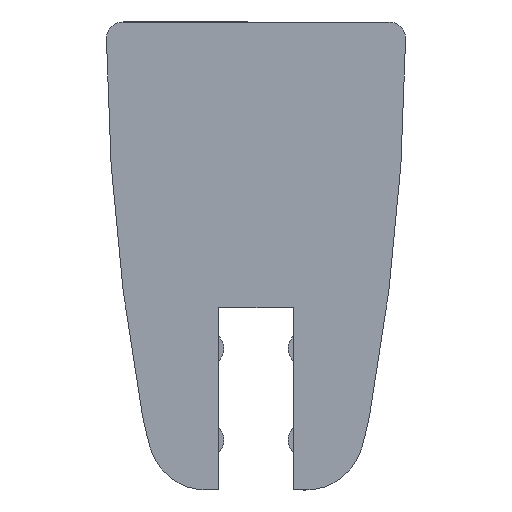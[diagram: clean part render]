
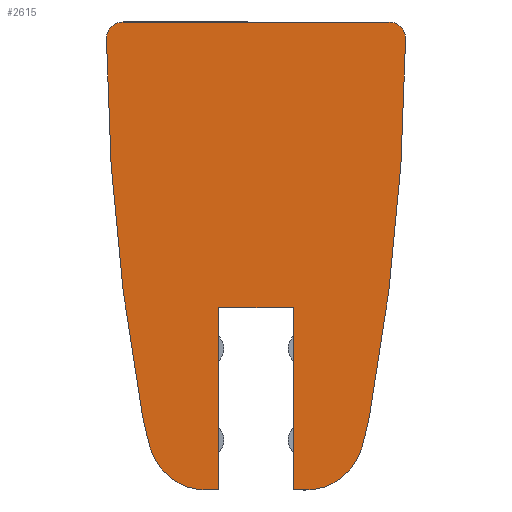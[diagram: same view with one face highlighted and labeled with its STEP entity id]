
A CAD part, front view. The second image highlights one B-rep face of the part: STEP entity #2615.
In plain terms, the highlighted face is planar.
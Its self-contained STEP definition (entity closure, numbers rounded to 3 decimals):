
#138=PLANE('',#3078);
#267=FACE_OUTER_BOUND('',#404,.T.);
#404=EDGE_LOOP('',(#2255,#2256,#2257,#2258,#2259,#2260,#2261,#2262,#2263,
#2264,#2265,#2266,#2267,#2268));
#487=LINE('',#4198,#702);
#558=LINE('',#4416,#773);
#563=LINE('',#4423,#778);
#627=LINE('',#4618,#842);
#629=LINE('',#4622,#844);
#631=LINE('',#4625,#846);
#702=VECTOR('',#3370,10.);
#773=VECTOR('',#3605,10.);
#778=VECTOR('',#3612,10.);
#842=VECTOR('',#3828,10.);
#844=VECTOR('',#3832,10.);
#846=VECTOR('',#3836,10.);
#881=CIRCLE('',#2882,2.);
#914=CIRCLE('',#2918,2.);
#946=CIRCLE('',#2993,260.);
#947=CIRCLE('',#2995,42.);
#948=CIRCLE('',#2997,7.);
#977=CIRCLE('',#3070,260.);
#978=CIRCLE('',#3072,42.);
#979=CIRCLE('',#3074,7.);
#1032=VERTEX_POINT('',#4066);
#1033=VERTEX_POINT('',#4067);
#1096=VERTEX_POINT('',#4197);
#1097=VERTEX_POINT('',#4201);
#1158=VERTEX_POINT('',#4402);
#1159=VERTEX_POINT('',#4406);
#1160=VERTEX_POINT('',#4410);
#1161=VERTEX_POINT('',#4414);
#1162=VERTEX_POINT('',#4421);
#1214=VERTEX_POINT('',#4605);
#1215=VERTEX_POINT('',#4609);
#1216=VERTEX_POINT('',#4613);
#1217=VERTEX_POINT('',#4617);
#1218=VERTEX_POINT('',#4621);
#1291=EDGE_CURVE('',#1032,#1033,#881,.T.);
#1356=EDGE_CURVE('',#1096,#1033,#487,.T.);
#1358=EDGE_CURVE('',#1096,#1097,#914,.T.);
#1458=EDGE_CURVE('',#1158,#1032,#946,.T.);
#1460=EDGE_CURVE('',#1159,#1158,#947,.T.);
#1462=EDGE_CURVE('',#1160,#1159,#948,.T.);
#1464=EDGE_CURVE('',#1161,#1160,#558,.T.);
#1469=EDGE_CURVE('',#1162,#1161,#563,.T.);
#1560=EDGE_CURVE('',#1214,#1097,#977,.T.);
#1562=EDGE_CURVE('',#1215,#1214,#978,.T.);
#1564=EDGE_CURVE('',#1216,#1215,#979,.T.);
#1566=EDGE_CURVE('',#1217,#1216,#627,.T.);
#1568=EDGE_CURVE('',#1218,#1217,#629,.T.);
#1570=EDGE_CURVE('',#1218,#1162,#631,.T.);
#2255=ORIENTED_EDGE('',*,*,#1291,.F.);
#2256=ORIENTED_EDGE('',*,*,#1458,.F.);
#2257=ORIENTED_EDGE('',*,*,#1460,.F.);
#2258=ORIENTED_EDGE('',*,*,#1462,.F.);
#2259=ORIENTED_EDGE('',*,*,#1464,.F.);
#2260=ORIENTED_EDGE('',*,*,#1469,.F.);
#2261=ORIENTED_EDGE('',*,*,#1570,.F.);
#2262=ORIENTED_EDGE('',*,*,#1568,.T.);
#2263=ORIENTED_EDGE('',*,*,#1566,.T.);
#2264=ORIENTED_EDGE('',*,*,#1564,.T.);
#2265=ORIENTED_EDGE('',*,*,#1562,.T.);
#2266=ORIENTED_EDGE('',*,*,#1560,.T.);
#2267=ORIENTED_EDGE('',*,*,#1358,.F.);
#2268=ORIENTED_EDGE('',*,*,#1356,.T.);
#2615=ADVANCED_FACE('',(#267),#138,.F.);
#2882=AXIS2_PLACEMENT_3D('',#4068,#3268,#3269);
#2918=AXIS2_PLACEMENT_3D('',#4202,#3374,#3375);
#2993=AXIS2_PLACEMENT_3D('',#4404,#3590,#3591);
#2995=AXIS2_PLACEMENT_3D('',#4408,#3595,#3596);
#2997=AXIS2_PLACEMENT_3D('',#4412,#3600,#3601);
#3070=AXIS2_PLACEMENT_3D('',#4606,#3813,#3814);
#3072=AXIS2_PLACEMENT_3D('',#4610,#3818,#3819);
#3074=AXIS2_PLACEMENT_3D('',#4614,#3823,#3824);
#3078=AXIS2_PLACEMENT_3D('',#4626,#3837,#3838);
#3268=DIRECTION('center_axis',(1.,0.,0.));
#3269=DIRECTION('ref_axis',(0.,0.71,0.704));
#3370=DIRECTION('',(0.,1.,0.));
#3374=DIRECTION('center_axis',(1.,0.,0.));
#3375=DIRECTION('ref_axis',(0.,-0.71,0.704));
#3590=DIRECTION('center_axis',(1.,0.,0.));
#3591=DIRECTION('ref_axis',(0.,1.,0.));
#3595=DIRECTION('center_axis',(1.,0.,0.));
#3596=DIRECTION('ref_axis',(0.,0.983,-0.182));
#3600=DIRECTION('center_axis',(1.,0.,0.));
#3601=DIRECTION('ref_axis',(0.,0.961,-0.278));
#3605=DIRECTION('',(0.,1.,0.));
#3612=DIRECTION('',(0.,0.,-1.));
#3813=DIRECTION('center_axis',(-1.,0.,0.));
#3814=DIRECTION('ref_axis',(0.,-1.,0.));
#3818=DIRECTION('center_axis',(-1.,0.,0.));
#3819=DIRECTION('ref_axis',(0.,-0.983,-0.182));
#3823=DIRECTION('center_axis',(-1.,0.,0.));
#3824=DIRECTION('ref_axis',(0.,-0.961,-0.278));
#3828=DIRECTION('',(0.,-1.,0.));
#3832=DIRECTION('',(0.,0.,-1.));
#3836=DIRECTION('',(0.,1.,0.));
#3837=DIRECTION('center_axis',(1.,0.,0.));
#3838=DIRECTION('ref_axis',(0.,0.,-1.));
#4066=CARTESIAN_POINT('',(-2.,17.992,-2.016));
#4067=CARTESIAN_POINT('',(-2.,15.992,0.));
#4068=CARTESIAN_POINT('Origin',(-2.,15.992,-2.));
#4197=CARTESIAN_POINT('',(-2.,-15.992,0.));
#4198=CARTESIAN_POINT('',(-2.,0.,0.));
#4201=CARTESIAN_POINT('',(-2.,-17.992,-2.016));
#4202=CARTESIAN_POINT('Origin',(-2.,-15.992,-2.));
#4402=CARTESIAN_POINT('',(-2.,13.679,-47.205));
#4404=CARTESIAN_POINT('Origin',(-2.,-242.,0.));
#4406=CARTESIAN_POINT('',(-2.,12.725,-51.244));
#4408=CARTESIAN_POINT('Origin',(-2.,-27.623,-39.579));
#4410=CARTESIAN_POINT('',(-2.,6.,-56.3));
#4412=CARTESIAN_POINT('Origin',(-2.,6.,-49.3));
#4414=CARTESIAN_POINT('',(-2.,4.5,-56.3));
#4416=CARTESIAN_POINT('',(-2.,6.,-56.3));
#4421=CARTESIAN_POINT('',(-2.,4.5,-34.4));
#4423=CARTESIAN_POINT('',(-2.,4.5,-56.3));
#4605=CARTESIAN_POINT('',(-2.,-13.679,-47.205));
#4606=CARTESIAN_POINT('Origin',(-2.,242.,0.));
#4609=CARTESIAN_POINT('',(-2.,-12.725,-51.244));
#4610=CARTESIAN_POINT('Origin',(-2.,27.623,-39.579));
#4613=CARTESIAN_POINT('',(-2.,-6.,-56.3));
#4614=CARTESIAN_POINT('Origin',(-2.,-6.,-49.3));
#4617=CARTESIAN_POINT('',(-2.,-4.5,-56.3));
#4618=CARTESIAN_POINT('',(-2.,-6.,-56.3));
#4621=CARTESIAN_POINT('',(-2.,-4.5,-34.4));
#4622=CARTESIAN_POINT('',(-2.,-4.5,-56.3));
#4625=CARTESIAN_POINT('',(-2.,4.5,-34.4));
#4626=CARTESIAN_POINT('Origin',(-2.,-7.763,-25.353));
